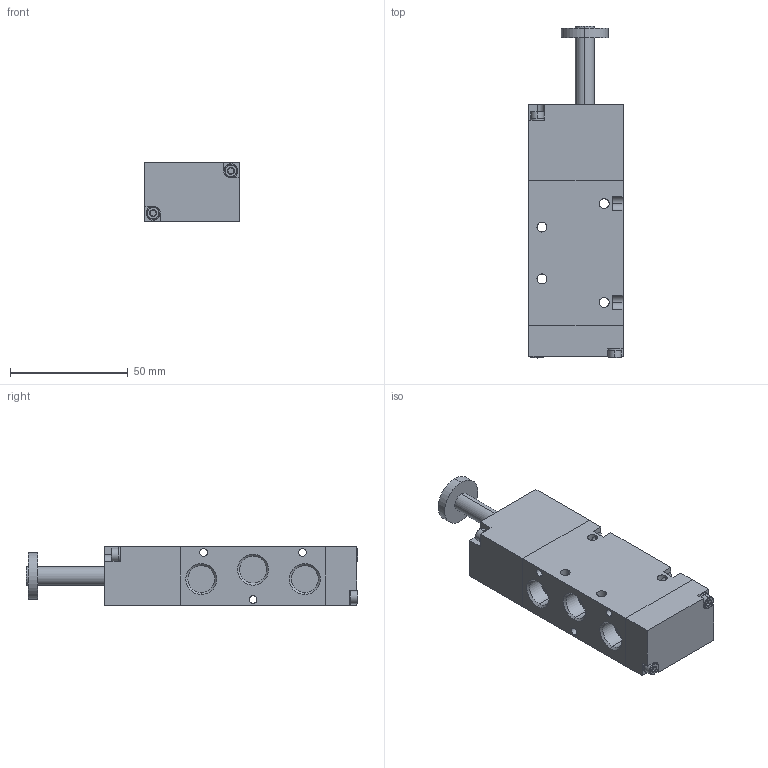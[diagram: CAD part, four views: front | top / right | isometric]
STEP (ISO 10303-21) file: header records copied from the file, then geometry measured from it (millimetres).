
FILE_DESCRIPTION(('HOOPS Exchange Step'),'2;1');
FILE_NAME('export-54FDF31F-EDF4-41D7-B39C-1B5ED507747D.stp','2021-10-28T15:15:34+02:00',('User'),('Alibre'),'HOOPS Exchange 2020.1','Alibre','Unknown authorisation');
FILE_SCHEMA( ('AP242_MANAGED_MODEL_BASED_3D_ENGINEERING_MIM_LF {1 0 10303 442 1 1 4 }') );
Length unit declared in the file: millimetre
Products named in the file (6): 4531-2 7020021500 Monostable valve 5-2 1-4'' Pilot-Assisted; 4531-4 7020021500 Monostable valve 5-2 1-4'' Pilot-Assisted Washer ISO 8738 3; 4531-5 7020021500 Monostable valve 5-2 1-4'' Pilot-Assisted DIN 912 M3x12; 4531-3 7020021500 Monostable valve 5-2 1-4'' Pilot-Assisted; 4531-1 7020021500 Monostable valve 5-2 1-4'' Pilot-Assisted; 4531 7020021500 Monostable valve 5-2 1-4'' Pilot-Assisted
Bounding box: 40 x 141.1 x 25 mm (x, y, z)
Volume: 101778.7 mm3; surface area: 26409 mm2
Topology: 7 solids, 99 shells, 268 faces, 781 edges, 596 vertices
Faces by surface type: plane 122, cylinder 84, cone 38, torus 24
Entity records: 5708 total; most frequent: CARTESIAN_POINT 1398, DIRECTION 919, ORIENTED_EDGE 736, EDGE_CURVE 415, AXIS2_PLACEMENT_3D 347, VERTEX_POINT 290, VECTOR 225, LINE 225
